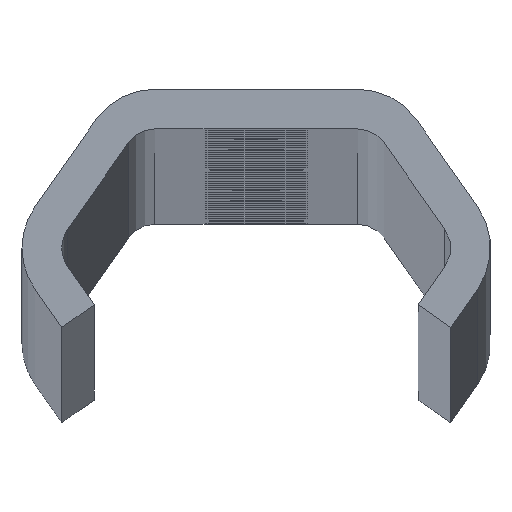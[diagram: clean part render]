
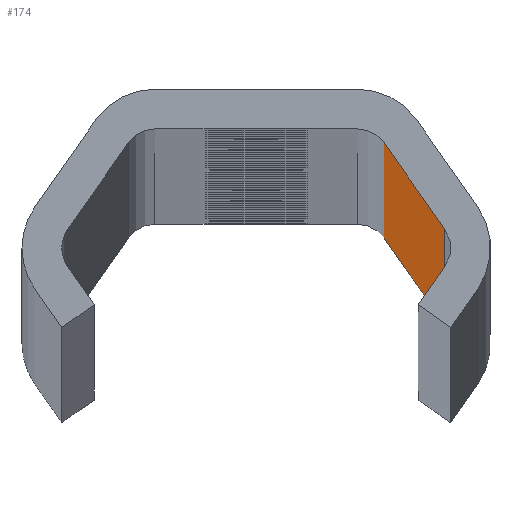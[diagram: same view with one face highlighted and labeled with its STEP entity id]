
A CAD part, top view. The second image highlights one B-rep face of the part: STEP entity #174.
In plain terms, the highlighted planar face has unit normal (-0.819, -0.574, 0).
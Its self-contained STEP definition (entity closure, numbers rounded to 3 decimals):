
#70 = ORIENTED_EDGE ( 'NONE', *, *, #1338, .F. ) ;
#174 = ADVANCED_FACE ( 'NONE', ( #3123 ), #7015, .F. ) ;
#452 = CARTESIAN_POINT ( 'NONE',  ( 8.052, 6.635, 1720. ) ) ;
#523 = ORIENTED_EDGE ( 'NONE', *, *, #3285, .F. ) ;
#1249 = VECTOR ( 'NONE', #6748, 1000. ) ;
#1338 = EDGE_CURVE ( 'NONE', #7612, #7853, #1818, .T. ) ;
#1607 = CARTESIAN_POINT ( 'NONE',  ( 11.883, 1.163, 1720. ) ) ;
#1614 = ORIENTED_EDGE ( 'NONE', *, *, #7384, .T. ) ;
#1818 = LINE ( 'NONE', #8143, #5829 ) ;
#2406 = EDGE_CURVE ( 'NONE', #5329, #7853, #7685, .T. ) ;
#3123 = FACE_OUTER_BOUND ( 'NONE', #5194, .T. ) ;
#3285 = EDGE_CURVE ( 'NONE', #4484, #7612, #4698, .T. ) ;
#3584 = DIRECTION ( 'NONE',  ( 0., 0., -1. ) ) ;
#3592 = AXIS2_PLACEMENT_3D ( 'NONE', #452, #4938, #5743 ) ;
#3833 = CARTESIAN_POINT ( 'NONE',  ( 8.052, 6.635, -1720. ) ) ;
#4484 = VERTEX_POINT ( 'NONE', #7968 ) ;
#4698 = LINE ( 'NONE', #4738, #5761 ) ;
#4738 = CARTESIAN_POINT ( 'NONE',  ( 8.052, 6.635, 1720. ) ) ;
#4938 = DIRECTION ( 'NONE',  ( 0.819, 0.574, 0. ) ) ;
#5194 = EDGE_LOOP ( 'NONE', ( #5771, #70, #523, #1614 ) ) ;
#5329 = VERTEX_POINT ( 'NONE', #7183 ) ;
#5743 = DIRECTION ( 'NONE',  ( -0.574, 0.819, 0. ) ) ;
#5761 = VECTOR ( 'NONE', #7286, 1000. ) ;
#5771 = ORIENTED_EDGE ( 'NONE', *, *, #2406, .T. ) ;
#5829 = VECTOR ( 'NONE', #3584, 1000. ) ;
#5838 = CARTESIAN_POINT ( 'NONE',  ( 8.052, 6.635, 1720. ) ) ;
#5950 = CARTESIAN_POINT ( 'NONE',  ( 11.883, 1.163, -1720. ) ) ;
#6007 = LINE ( 'NONE', #5838, #7947 ) ;
#6748 = DIRECTION ( 'NONE',  ( 0.574, -0.819, 0. ) ) ;
#7015 = PLANE ( 'NONE',  #3592 ) ;
#7183 = CARTESIAN_POINT ( 'NONE',  ( 8.052, 6.635, -1720. ) ) ;
#7286 = DIRECTION ( 'NONE',  ( 0.574, -0.819, 0. ) ) ;
#7384 = EDGE_CURVE ( 'NONE', #4484, #5329, #6007, .T. ) ;
#7612 = VERTEX_POINT ( 'NONE', #1607 ) ;
#7685 = LINE ( 'NONE', #3833, #1249 ) ;
#7792 = DIRECTION ( 'NONE',  ( 0., 0., -1. ) ) ;
#7853 = VERTEX_POINT ( 'NONE', #5950 ) ;
#7947 = VECTOR ( 'NONE', #7792, 1000. ) ;
#7968 = CARTESIAN_POINT ( 'NONE',  ( 8.052, 6.635, 1720. ) ) ;
#8143 = CARTESIAN_POINT ( 'NONE',  ( 11.883, 1.163, 1720. ) ) ;
